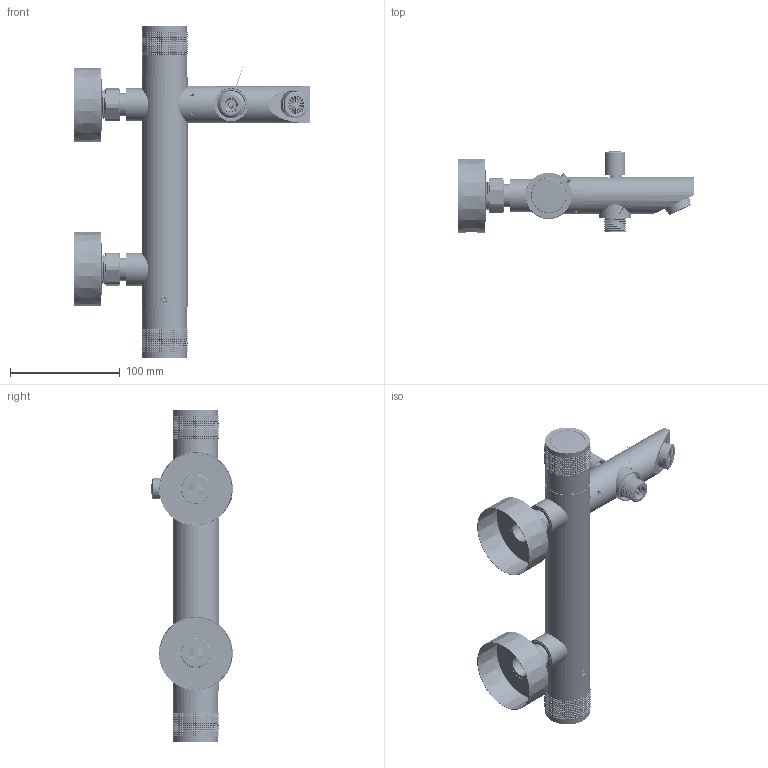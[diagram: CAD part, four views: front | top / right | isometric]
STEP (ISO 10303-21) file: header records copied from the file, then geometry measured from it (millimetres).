
FILE_DESCRIPTION (( 'STEP AP203' ), '1' );
FILE_NAME ('84CP12489.STEP', '2025-11-12T10:58:52', ( '' ), ( '' ), 'SwSTEP 2.0', 'SolidWorks 2021', '' );
FILE_SCHEMA (( 'CONFIG_CONTROL_DESIGN' ));
Length unit declared in the file: millimetre
Products named in the file (1): 84CP12489
Bounding box: 215.11 x 74.52 x 302.51 mm (x, y, z)
Surface area: 207304.2 mm2 (no closed solid volume)
Topology: 0 solids, 38 shells, 7008 faces, 20476 edges, 13625 vertices
Faces by surface type: plane 3245, cylinder 3244, bspline 325, cone 150, torus 43, sphere 1
Full cylindrical faces by diameter (mm): 2.5 x13, 2.7 x1, 2.828 x1, 2.974 x1, 3 x8, 3.074 x1, 3.674 x2, 3.774 x1, 3.8 x1, 4.2 x2, 4.5 x8, 4.8 x4, 4.809 x1, 5.8 x3, 6 x1, 9.161 x1, 9.754 x1, 10.7 x2, 12.057 x1, 12.7 x2, 12.751 x1, 13 x1, 13.5 x1, 13.513 x1, 13.699 x1, 13.801 x1, 14.004 x2, 14.105 x2, 14.309 x1, 14.901 x2
Entity records: 264416 total; most frequent: CARTESIAN_POINT 90169, ORIENTED_EDGE 39978, DIRECTION 32960, EDGE_CURVE 19994, VERTEX_POINT 13461, AXIS2_PLACEMENT_3D 13304, EDGE_LOOP 7447, FACE_OUTER_BOUND 7171
